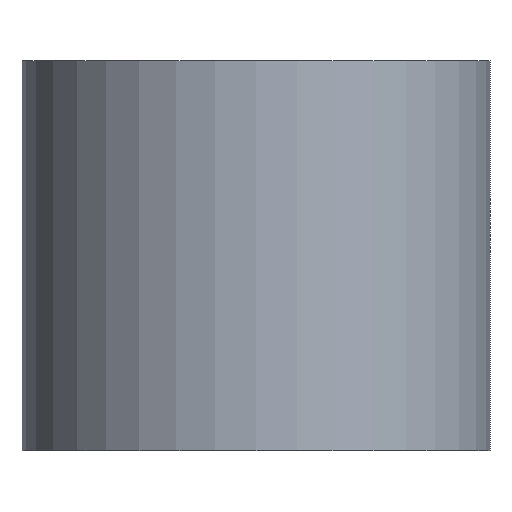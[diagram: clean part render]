
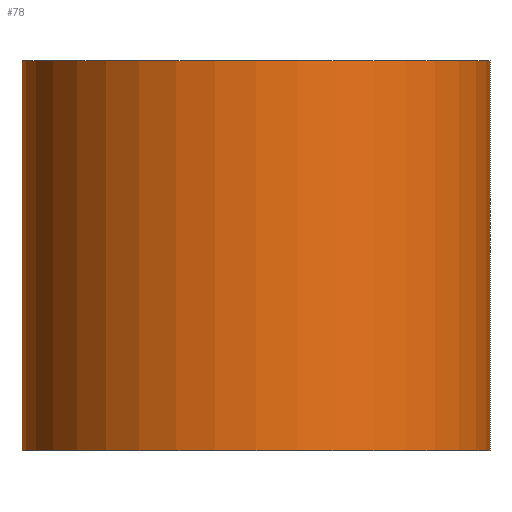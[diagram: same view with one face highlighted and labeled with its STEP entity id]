
A CAD part, front view. The second image highlights one B-rep face of the part: STEP entity #78.
In plain terms, the highlighted cylindrical face has radius 18 mm (diameter 36 mm), a partial arc.
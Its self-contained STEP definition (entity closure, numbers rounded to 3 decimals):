
#2 = CARTESIAN_POINT ( 'NONE',  ( 18., 0., -15. ) ) ;
#3 = VERTEX_POINT ( 'NONE', #60 ) ;
#18 = DIRECTION ( 'NONE',  ( 0., 0., -1. ) ) ;
#19 = ORIENTED_EDGE ( 'NONE', *, *, #178, .F. ) ;
#37 = LINE ( 'NONE', #168, #103 ) ;
#45 = CARTESIAN_POINT ( 'NONE',  ( 0., 0., 15. ) ) ;
#54 = CARTESIAN_POINT ( 'NONE',  ( 0., 0., 15. ) ) ;
#59 = DIRECTION ( 'NONE',  ( 1., 0., 0. ) ) ;
#60 = CARTESIAN_POINT ( 'NONE',  ( -18., 0., 15. ) ) ;
#76 = VERTEX_POINT ( 'NONE', #113 ) ;
#78 = ADVANCED_FACE ( 'NONE', ( #149 ), #140, .T. ) ;
#79 = DIRECTION ( 'NONE',  ( 1., 0., 0. ) ) ;
#85 = AXIS2_PLACEMENT_3D ( 'NONE', #202, #124, #59 ) ;
#88 = EDGE_CURVE ( 'NONE', #76, #191, #180, .T. ) ;
#95 = DIRECTION ( 'NONE',  ( 0., 0., -1. ) ) ;
#98 = DIRECTION ( 'NONE',  ( 0., 0., 1. ) ) ;
#102 = EDGE_LOOP ( 'NONE', ( #19, #155, #173, #211 ) ) ;
#103 = VECTOR ( 'NONE', #18, 1000. ) ;
#113 = CARTESIAN_POINT ( 'NONE',  ( -18., 0., -15. ) ) ;
#115 = VECTOR ( 'NONE', #126, 1000. ) ;
#124 = DIRECTION ( 'NONE',  ( 0., 0., 1. ) ) ;
#126 = DIRECTION ( 'NONE',  ( 0., 0., -1. ) ) ;
#131 = EDGE_CURVE ( 'NONE', #3, #76, #158, .T. ) ;
#134 = CIRCLE ( 'NONE', #193, 18. ) ;
#140 = CYLINDRICAL_SURFACE ( 'NONE', #199, 18. ) ;
#149 = FACE_OUTER_BOUND ( 'NONE', #102, .T. ) ;
#155 = ORIENTED_EDGE ( 'NONE', *, *, #166, .F. ) ;
#158 = LINE ( 'NONE', #185, #115 ) ;
#166 = EDGE_CURVE ( 'NONE', #3, #167, #134, .T. ) ;
#167 = VERTEX_POINT ( 'NONE', #197 ) ;
#168 = CARTESIAN_POINT ( 'NONE',  ( 18., 0., 15. ) ) ;
#173 = ORIENTED_EDGE ( 'NONE', *, *, #131, .T. ) ;
#178 = EDGE_CURVE ( 'NONE', #167, #191, #37, .T. ) ;
#180 = CIRCLE ( 'NONE', #85, 18. ) ;
#185 = CARTESIAN_POINT ( 'NONE',  ( -18., 0., 15. ) ) ;
#191 = VERTEX_POINT ( 'NONE', #2 ) ;
#193 = AXIS2_PLACEMENT_3D ( 'NONE', #45, #98, #79 ) ;
#197 = CARTESIAN_POINT ( 'NONE',  ( 18., 0., 15. ) ) ;
#199 = AXIS2_PLACEMENT_3D ( 'NONE', #54, #95, #204 ) ;
#202 = CARTESIAN_POINT ( 'NONE',  ( 0., 0., -15. ) ) ;
#204 = DIRECTION ( 'NONE',  ( -1., 0., 0. ) ) ;
#211 = ORIENTED_EDGE ( 'NONE', *, *, #88, .T. ) ;
